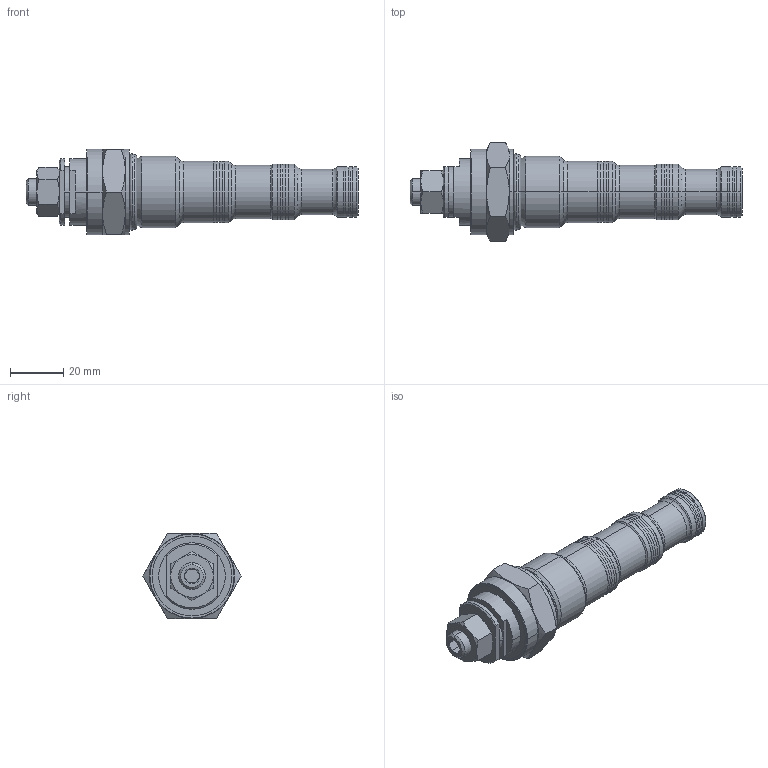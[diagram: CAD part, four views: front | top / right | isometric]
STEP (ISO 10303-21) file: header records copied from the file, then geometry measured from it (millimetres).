
FILE_DESCRIPTION (( 'STEP AP214' ), '1' );
FILE_NAME ('515.027C_Kunde.STEP', '2017-03-15T12:32:07', ( 'User' ), ( '' ), 'SwSTEP 2.0', 'SolidWorks 2016', '' );
FILE_SCHEMA (( 'AUTOMOTIVE_DESIGN' ));
Length unit declared in the file: millimetre
Products named in the file (1): 515.027C_Kunde
Bounding box: 124.8 x 36.95 x 32 mm (x, y, z)
Volume: 52511.2 mm3; surface area: 11730.5 mm2
Topology: 2 solids, 2 shells, 184 faces, 393 edges, 226 vertices
Faces by surface type: cone 71, plane 45, cylinder 38, torus 22, bspline 8
Entity records: 6201 total; most frequent: CARTESIAN_POINT 1199, DIRECTION 883, ORIENTED_EDGE 786, EDGE_CURVE 393, AXIS2_PLACEMENT_3D 372, VERTEX_POINT 226, EDGE_LOOP 199, CIRCLE 195
